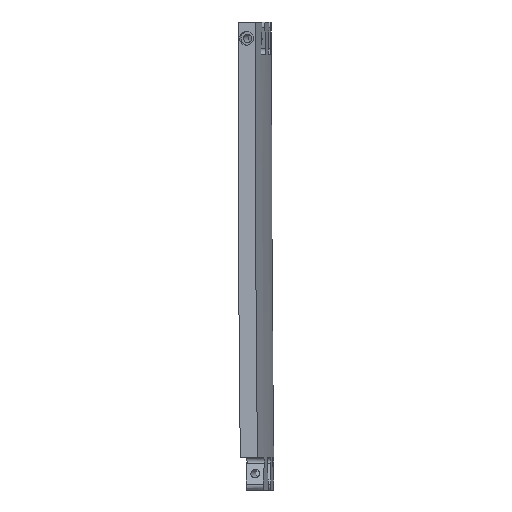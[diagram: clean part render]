
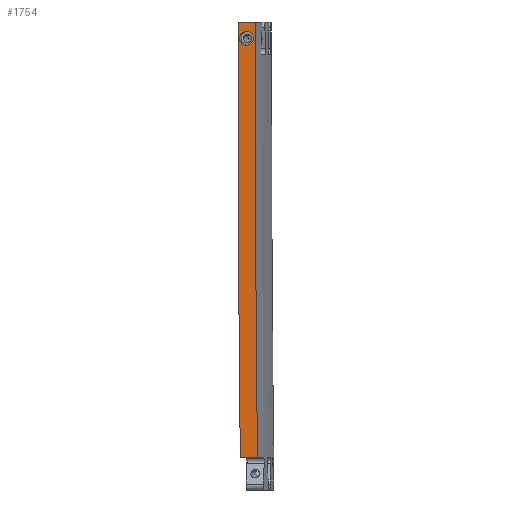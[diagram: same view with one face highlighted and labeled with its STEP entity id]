
A CAD part, left-side view. The second image highlights one B-rep face of the part: STEP entity #1754.
In plain terms, the highlighted planar face has unit normal (-1, 0, 0).
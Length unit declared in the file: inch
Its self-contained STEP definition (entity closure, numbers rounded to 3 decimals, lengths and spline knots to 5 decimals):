
#17=CIRCLE('',#1879,900.);
#18=CIRCLE('',#1880,900.3937);
#31=FACE_BOUND('',#241,.T.);
#43=ELLIPSE('',#1881,0.15944,0.15748);
#138=FACE_OUTER_BOUND('',#240,.T.);
#240=EDGE_LOOP('',(#1281,#1282,#1283,#1284));
#241=EDGE_LOOP('',(#1285));
#322=LINE('',#2634,#414);
#347=LINE('',#3201,#439);
#414=VECTOR('',#2000,0.3937);
#439=VECTOR('',#2089,0.3937);
#687=VERTEX_POINT('',#2624);
#688=VERTEX_POINT('',#2629);
#741=VERTEX_POINT('',#3198);
#742=VERTEX_POINT('',#3200);
#743=VERTEX_POINT('',#3203);
#884=EDGE_CURVE('',#687,#688,#322,.T.);
#965=EDGE_CURVE('',#688,#741,#17,.T.);
#966=EDGE_CURVE('',#741,#742,#347,.T.);
#967=EDGE_CURVE('',#687,#742,#18,.T.);
#968=EDGE_CURVE('',#743,#743,#43,.T.);
#1281=ORIENTED_EDGE('',*,*,#884,.T.);
#1282=ORIENTED_EDGE('',*,*,#965,.T.);
#1283=ORIENTED_EDGE('',*,*,#966,.T.);
#1284=ORIENTED_EDGE('',*,*,#967,.F.);
#1285=ORIENTED_EDGE('',*,*,#968,.T.);
#1686=PLANE('',#1878);
#1754=ADVANCED_FACE('',(#138,#31),#1686,.T.);
#1878=AXIS2_PLACEMENT_3D('',#3197,#2085,#2086);
#1879=AXIS2_PLACEMENT_3D('',#3199,#2087,#2088);
#1880=AXIS2_PLACEMENT_3D('',#3202,#2090,#2091);
#1881=AXIS2_PLACEMENT_3D('',#3204,#2092,#2093);
#2000=DIRECTION('',(0.,-1.,0.));
#2085=DIRECTION('center_axis',(-1.,0.,0.));
#2086=DIRECTION('ref_axis',(0.,0.,1.));
#2087=DIRECTION('center_axis',(1.,0.,0.));
#2088=DIRECTION('ref_axis',(0.,0.,-1.));
#2089=DIRECTION('',(0.,1.,0.));
#2090=DIRECTION('center_axis',(1.,0.,0.));
#2091=DIRECTION('ref_axis',(0.,0.,-1.));
#2092=DIRECTION('center_axis',(1.,0.,0.));
#2093=DIRECTION('ref_axis',(0.,-1.,0.));
#2624=CARTESIAN_POINT('',(-4.25,0.34225,-9.625));
#2629=CARTESIAN_POINT('',(-4.25,-0.05147,-9.625));
#2634=CARTESIAN_POINT('',(-4.25,0.4162,-9.625));
#3197=CARTESIAN_POINT('Origin',(-4.25,0.3937,0.));
#3198=CARTESIAN_POINT('',(-4.25,-0.00008,0.375));
#3199=CARTESIAN_POINT('Origin',(-4.25,-900.,0.));
#3200=CARTESIAN_POINT('',(-4.25,0.39362,0.375));
#3201=CARTESIAN_POINT('',(-4.25,0.4162,0.375));
#3202=CARTESIAN_POINT('Origin',(-4.25,-900.,0.));
#3203=CARTESIAN_POINT('',(-4.25,0.19685,0.15748));
#3204=CARTESIAN_POINT('Origin',(-4.25,0.19685,0.));
